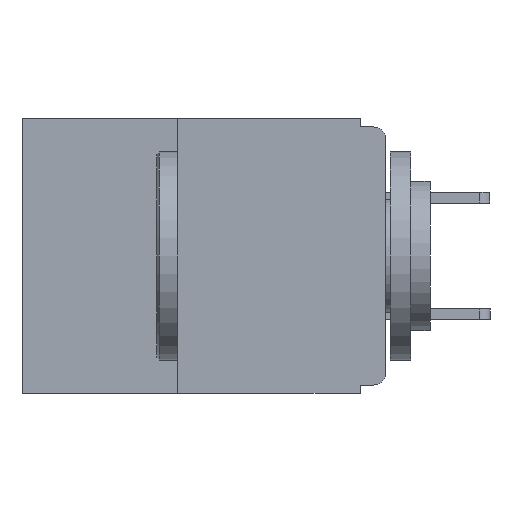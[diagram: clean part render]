
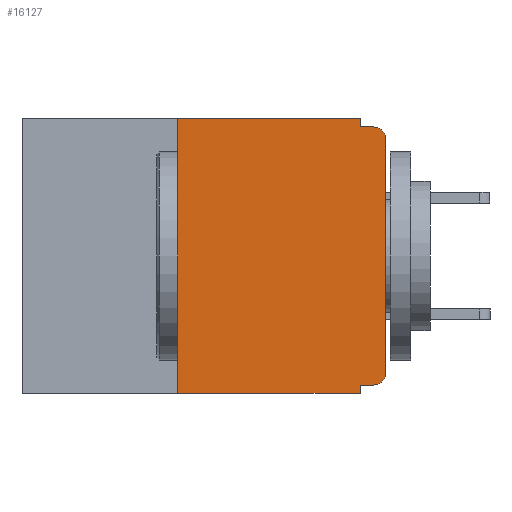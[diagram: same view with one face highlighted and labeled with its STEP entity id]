
A CAD part, left-side view. The second image highlights one B-rep face of the part: STEP entity #16127.
In plain terms, the highlighted planar face has unit normal (-1, 0, 0).
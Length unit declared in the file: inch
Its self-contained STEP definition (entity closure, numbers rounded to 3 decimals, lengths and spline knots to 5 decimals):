
#86 = CARTESIAN_POINT ( 'NONE',  ( 0., 0.25, -0.33 ) ) ;
#205 = EDGE_CURVE ( 'NONE', #17194, #15140, #18481, .T. ) ;
#432 = VECTOR ( 'NONE', #18865, 39.37008 ) ;
#466 = VECTOR ( 'NONE', #6169, 39.37008 ) ;
#600 = CARTESIAN_POINT ( 'NONE',  ( 0., 0.031, -0.32 ) ) ;
#1486 = DIRECTION ( 'NONE',  ( -1., 0., 0. ) ) ;
#1518 = VECTOR ( 'NONE', #8701, 39.37008 ) ;
#1718 = ORIENTED_EDGE ( 'NONE', *, *, #19201, .T. ) ;
#2146 = VECTOR ( 'NONE', #14758, 39.37008 ) ;
#2720 = AXIS2_PLACEMENT_3D ( 'NONE', #11208, #1486, #12812 ) ;
#2791 = ORIENTED_EDGE ( 'NONE', *, *, #8600, .T. ) ;
#3372 = CARTESIAN_POINT ( 'NONE',  ( 0., 0., -0.025 ) ) ;
#3492 = CARTESIAN_POINT ( 'NONE',  ( 0., 0.437, 0. ) ) ;
#3750 = CARTESIAN_POINT ( 'NONE',  ( 0., 0., -0.32 ) ) ;
#3820 = VERTEX_POINT ( 'NONE', #3372 ) ;
#3846 = FACE_OUTER_BOUND ( 'NONE', #8501, .T. ) ;
#4284 = VECTOR ( 'NONE', #10197, 39.37008 ) ;
#4381 = ORIENTED_EDGE ( 'NONE', *, *, #12912, .F. ) ;
#5138 = DIRECTION ( 'NONE',  ( 0., -1., 0. ) ) ;
#5501 = CARTESIAN_POINT ( 'NONE',  ( 0., 0.031, 0. ) ) ;
#6169 = DIRECTION ( 'NONE',  ( 0., 0., -1. ) ) ;
#6445 = VECTOR ( 'NONE', #8495, 39.37008 ) ;
#6493 = EDGE_CURVE ( 'NONE', #20132, #18922, #12789, .T. ) ;
#6503 = LINE ( 'NONE', #8418, #2146 ) ;
#6923 = CARTESIAN_POINT ( 'NONE',  ( 0., 0., -0.01 ) ) ;
#6964 = LINE ( 'NONE', #3750, #6445 ) ;
#7183 = LINE ( 'NONE', #3492, #15041 ) ;
#7575 = DIRECTION ( 'NONE',  ( 1., 0., 0. ) ) ;
#7951 = CIRCLE ( 'NONE', #2720, 0.015 ) ;
#8418 = CARTESIAN_POINT ( 'NONE',  ( 0., 0.437, -0.33 ) ) ;
#8495 = DIRECTION ( 'NONE',  ( 0., 1., 0. ) ) ;
#8501 = EDGE_LOOP ( 'NONE', ( #11777, #15308, #18636, #16735, #14759, #4381, #2791, #10316, #17178, #1718 ) ) ;
#8600 = EDGE_CURVE ( 'NONE', #12523, #18922, #6503, .T. ) ;
#8655 = DIRECTION ( 'NONE',  ( -1., 0., 0. ) ) ;
#8701 = DIRECTION ( 'NONE',  ( 0., -1., 0. ) ) ;
#8881 = AXIS2_PLACEMENT_3D ( 'NONE', #18098, #8655, #19675 ) ;
#9049 = LINE ( 'NONE', #12617, #432 ) ;
#9286 = EDGE_CURVE ( 'NONE', #3820, #15140, #9419, .T. ) ;
#9315 = VERTEX_POINT ( 'NONE', #5501 ) ;
#9419 = CIRCLE ( 'NONE', #8881, 0.015 ) ;
#9989 = EDGE_CURVE ( 'NONE', #10778, #3820, #17520, .T. ) ;
#10105 = CARTESIAN_POINT ( 'NONE',  ( 0., 0.031, -0.33 ) ) ;
#10197 = DIRECTION ( 'NONE',  ( 0., 0., -1. ) ) ;
#10259 = CARTESIAN_POINT ( 'NONE',  ( 0., 0., 0. ) ) ;
#10316 = ORIENTED_EDGE ( 'NONE', *, *, #6493, .F. ) ;
#10778 = VERTEX_POINT ( 'NONE', #13497 ) ;
#11208 = CARTESIAN_POINT ( 'NONE',  ( 0., 0.015, -0.305 ) ) ;
#11256 = EDGE_CURVE ( 'NONE', #16026, #9315, #7183, .T. ) ;
#11777 = ORIENTED_EDGE ( 'NONE', *, *, #9989, .T. ) ;
#11779 = CARTESIAN_POINT ( 'NONE',  ( 0., 0.031, -0.01 ) ) ;
#11882 = DIRECTION ( 'NONE',  ( 0., 0., 1. ) ) ;
#12523 = VERTEX_POINT ( 'NONE', #86 ) ;
#12617 = CARTESIAN_POINT ( 'NONE',  ( 0., 0.25, -0.33 ) ) ;
#12789 = LINE ( 'NONE', #10105, #4284 ) ;
#12812 = DIRECTION ( 'NONE',  ( 0., 0., -1. ) ) ;
#12912 = EDGE_CURVE ( 'NONE', #12523, #16026, #9049, .T. ) ;
#12937 = VECTOR ( 'NONE', #11882, 39.37008 ) ;
#13139 = CARTESIAN_POINT ( 'NONE',  ( 0., 0.015, -0.32 ) ) ;
#13497 = CARTESIAN_POINT ( 'NONE',  ( 0., 0., -0.305 ) ) ;
#13585 = EDGE_CURVE ( 'NONE', #14597, #20132, #6964, .T. ) ;
#13898 = CARTESIAN_POINT ( 'NONE',  ( 0., 0.437, 0. ) ) ;
#14064 = CARTESIAN_POINT ( 'NONE',  ( 0., 0.031, 0. ) ) ;
#14597 = VERTEX_POINT ( 'NONE', #13139 ) ;
#14758 = DIRECTION ( 'NONE',  ( 0., -1., 0. ) ) ;
#14759 = ORIENTED_EDGE ( 'NONE', *, *, #11256, .F. ) ;
#14938 = EDGE_CURVE ( 'NONE', #9315, #17194, #17452, .T. ) ;
#15041 = VECTOR ( 'NONE', #5138, 39.37008 ) ;
#15140 = VERTEX_POINT ( 'NONE', #19186 ) ;
#15308 = ORIENTED_EDGE ( 'NONE', *, *, #9286, .T. ) ;
#16026 = VERTEX_POINT ( 'NONE', #18315 ) ;
#16127 = ADVANCED_FACE ( 'NONE', ( #3846 ), #16995, .F. ) ;
#16735 = ORIENTED_EDGE ( 'NONE', *, *, #14938, .F. ) ;
#16995 = PLANE ( 'NONE',  #20600 ) ;
#17178 = ORIENTED_EDGE ( 'NONE', *, *, #13585, .F. ) ;
#17194 = VERTEX_POINT ( 'NONE', #11779 ) ;
#17452 = LINE ( 'NONE', #14064, #466 ) ;
#17520 = LINE ( 'NONE', #10259, #12937 ) ;
#17629 = CARTESIAN_POINT ( 'NONE',  ( 0., 0.031, -0.33 ) ) ;
#18098 = CARTESIAN_POINT ( 'NONE',  ( 0., 0.015, -0.025 ) ) ;
#18315 = CARTESIAN_POINT ( 'NONE',  ( 0., 0.25, 0. ) ) ;
#18481 = LINE ( 'NONE', #6923, #1518 ) ;
#18589 = DIRECTION ( 'NONE',  ( 0., 0., -1. ) ) ;
#18636 = ORIENTED_EDGE ( 'NONE', *, *, #205, .F. ) ;
#18865 = DIRECTION ( 'NONE',  ( 0., 0., 1. ) ) ;
#18922 = VERTEX_POINT ( 'NONE', #17629 ) ;
#19186 = CARTESIAN_POINT ( 'NONE',  ( 0., 0.015, -0.01 ) ) ;
#19201 = EDGE_CURVE ( 'NONE', #14597, #10778, #7951, .T. ) ;
#19675 = DIRECTION ( 'NONE',  ( 0., 0., -1. ) ) ;
#20132 = VERTEX_POINT ( 'NONE', #600 ) ;
#20600 = AXIS2_PLACEMENT_3D ( 'NONE', #13898, #7575, #18589 ) ;
